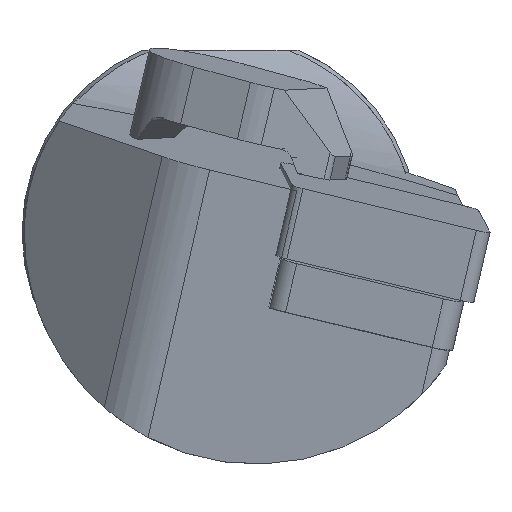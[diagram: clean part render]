
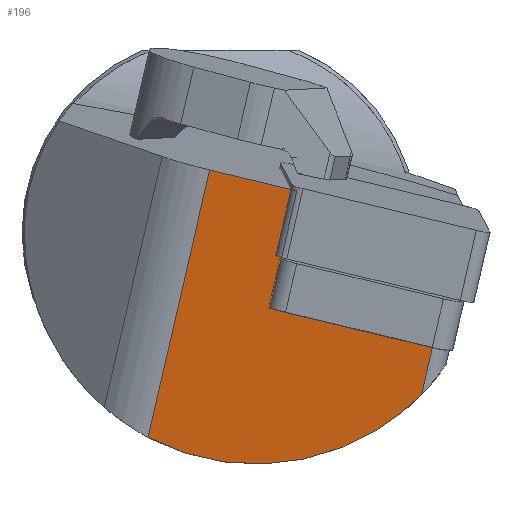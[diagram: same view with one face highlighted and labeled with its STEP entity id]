
A CAD part, left-side view. The second image highlights one B-rep face of the part: STEP entity #196.
In plain terms, the highlighted planar face has unit normal (-0.991, 0.106, -0.082).
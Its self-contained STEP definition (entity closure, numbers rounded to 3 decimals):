
#30=ELLIPSE('',#1262,14.734,14.6);
#196=ADVANCED_FACE('',(#291),#253,.F.);
#253=PLANE('',#1263);
#291=FACE_OUTER_BOUND('',#353,.T.);
#353=EDGE_LOOP('',(#676,#677,#678,#679,#680,#681,#682));
#422=LINE('',#1736,#514);
#434=LINE('',#1774,#526);
#435=LINE('',#1779,#527);
#438=LINE('',#1821,#530);
#439=LINE('',#1823,#531);
#440=LINE('',#1826,#532);
#514=VECTOR('',#1412,1.);
#526=VECTOR('',#1436,1.);
#527=VECTOR('',#1441,1.);
#530=VECTOR('',#1450,1.);
#531=VECTOR('',#1451,1.);
#532=VECTOR('',#1454,1.);
#676=ORIENTED_EDGE('',*,*,#1081,.F.);
#677=ORIENTED_EDGE('',*,*,#1055,.F.);
#678=ORIENTED_EDGE('',*,*,#1072,.F.);
#679=ORIENTED_EDGE('',*,*,#1082,.F.);
#680=ORIENTED_EDGE('',*,*,#1083,.T.);
#681=ORIENTED_EDGE('',*,*,#1074,.T.);
#682=ORIENTED_EDGE('',*,*,#1084,.F.);
#937=VERTEX_POINT('',#1735);
#938=VERTEX_POINT('',#1737);
#951=VERTEX_POINT('',#1773);
#952=VERTEX_POINT('',#1777);
#954=VERTEX_POINT('',#1780);
#958=VERTEX_POINT('',#1822);
#959=VERTEX_POINT('',#1824);
#1055=EDGE_CURVE('',#937,#938,#422,.T.);
#1072=EDGE_CURVE('',#951,#937,#434,.T.);
#1074=EDGE_CURVE('',#954,#952,#435,.T.);
#1081=EDGE_CURVE('',#938,#958,#438,.T.);
#1082=EDGE_CURVE('',#959,#951,#439,.T.);
#1083=EDGE_CURVE('',#959,#954,#30,.T.);
#1084=EDGE_CURVE('',#958,#952,#440,.T.);
#1262=AXIS2_PLACEMENT_3D('',#1825,#1452,#1453);
#1263=AXIS2_PLACEMENT_3D('',#1827,#1455,#1456);
#1412=DIRECTION('',(0.105,0.224,-0.969));
#1436=DIRECTION('',(-0.085,-0.969,-0.233));
#1441=DIRECTION('',(-0.105,-0.224,0.969));
#1450=DIRECTION('',(-0.085,-0.969,-0.233));
#1451=DIRECTION('',(-0.105,-0.224,0.969));
#1452=DIRECTION('',(-0.991,0.106,-0.082));
#1453=DIRECTION('',(0.135,0.784,-0.606));
#1454=DIRECTION('',(-0.085,-0.969,-0.233));
#1455=DIRECTION('',(0.991,-0.106,0.082));
#1456=DIRECTION('',(0.107,0.994,0.));
#1735=CARTESIAN_POINT('',(1.746,-4.825,2.622));
#1736=CARTESIAN_POINT('',(4.328,0.701,-21.313));
#1737=CARTESIAN_POINT('',(2.545,-3.116,-4.781));
#1773=CARTESIAN_POINT('',(2.227,0.669,3.942));
#1774=CARTESIAN_POINT('',(0.849,-15.082,0.157));
#1777=CARTESIAN_POINT('',(1.648,-13.373,-7.246));
#1779=CARTESIAN_POINT('',(3.431,-9.557,-23.778));
#1780=CARTESIAN_POINT('',(1.967,-12.69,-10.206));
#1821=CARTESIAN_POINT('',(1.648,-13.373,-7.246));
#1822=CARTESIAN_POINT('',(2.513,-3.483,-4.87));
#1823=CARTESIAN_POINT('',(4.809,6.194,-19.993));
#1824=CARTESIAN_POINT('',(4.045,4.56,-12.914));
#1825=CARTESIAN_POINT('',(2.241,-2.25,0.));
#1826=CARTESIAN_POINT('',(1.648,-13.373,-7.246));
#1827=CARTESIAN_POINT('',(3.431,-9.557,-23.778));
